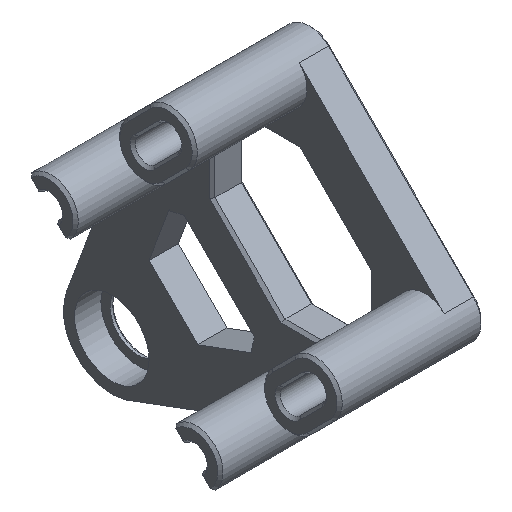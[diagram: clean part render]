
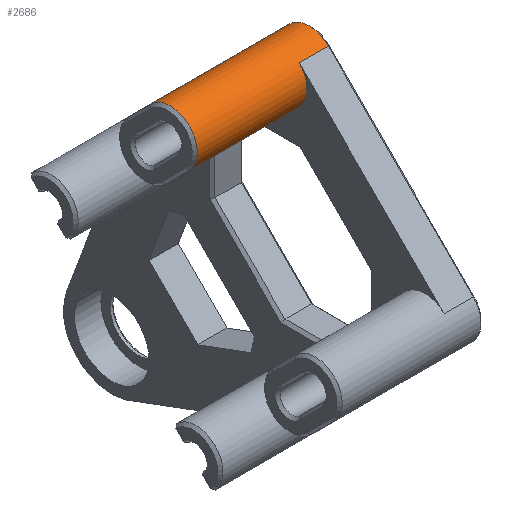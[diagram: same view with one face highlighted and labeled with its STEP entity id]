
A CAD part, isometric view. The second image highlights one B-rep face of the part: STEP entity #2686.
In plain terms, the highlighted cylindrical face has radius 4.1 mm (diameter 8.2 mm), a partial arc.
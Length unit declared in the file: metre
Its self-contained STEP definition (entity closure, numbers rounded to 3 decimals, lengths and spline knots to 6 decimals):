
#85=CIRCLE('',#2867,0.0041);
#107=CIRCLE('',#2920,0.0041);
#108=CIRCLE('',#2921,0.0041);
#152=CYLINDRICAL_SURFACE('',#2919,0.0041);
#453=ORIENTED_EDGE('',*,*,#1184,.F.);
#454=ORIENTED_EDGE('',*,*,#1186,.T.);
#455=ORIENTED_EDGE('',*,*,#1078,.F.);
#456=ORIENTED_EDGE('',*,*,#1187,.T.);
#457=ORIENTED_EDGE('',*,*,#1188,.T.);
#458=ORIENTED_EDGE('',*,*,#1075,.F.);
#1075=EDGE_CURVE('',#1456,#1457,#85,.T.);
#1078=EDGE_CURVE('',#1459,#1460,#1662,.T.);
#1184=EDGE_CURVE('',#1538,#1456,#1743,.T.);
#1186=EDGE_CURVE('',#1538,#1460,#107,.F.);
#1187=EDGE_CURVE('',#1459,#1539,#108,.T.);
#1188=EDGE_CURVE('',#1539,#1457,#1745,.T.);
#1456=VERTEX_POINT('',#4036);
#1457=VERTEX_POINT('',#4038);
#1459=VERTEX_POINT('',#4044);
#1460=VERTEX_POINT('',#4045);
#1538=VERTEX_POINT('',#4283);
#1539=VERTEX_POINT('',#4289);
#1662=LINE('',#4043,#1909);
#1743=LINE('',#4284,#1990);
#1745=LINE('',#4290,#1992);
#1909=VECTOR('',#3211,1.);
#1990=VECTOR('',#3390,1.);
#1992=VECTOR('',#3398,1.);
#2179=EDGE_LOOP('',(#453,#454,#455,#456,#457,#458));
#2383=FACE_BOUND('',#2179,.T.);
#2686=ADVANCED_FACE('',(#2383),#152,.T.);
#2867=AXIS2_PLACEMENT_3D('',#4037,#3204,#3205);
#2919=AXIS2_PLACEMENT_3D('',#4286,#3392,#3393);
#2920=AXIS2_PLACEMENT_3D('',#4287,#3394,#3395);
#2921=AXIS2_PLACEMENT_3D('',#4288,#3396,#3397);
#3204=DIRECTION('',(1.,0.,0.));
#3205=DIRECTION('',(0.,1.,0.));
#3211=DIRECTION('',(-1.,0.,0.));
#3390=DIRECTION('',(1.,0.,0.));
#3392=DIRECTION('',(-1.,0.,0.));
#3393=DIRECTION('',(0.,-1.,0.));
#3394=DIRECTION('',(-1.,0.,0.));
#3395=DIRECTION('',(0.,-1.,0.));
#3396=DIRECTION('',(-1.,0.,0.));
#3397=DIRECTION('',(0.,-1.,0.));
#3398=DIRECTION('',(1.,0.,0.));
#4036=CARTESIAN_POINT('',(-0.00589,-0.032144,0.02704));
#4037=CARTESIAN_POINT('',(-0.00589,-0.035043,0.024141));
#4038=CARTESIAN_POINT('',(-0.00589,-0.037942,0.02704));
#4043=CARTESIAN_POINT('',(0.00891,-0.037942,0.021241));
#4044=CARTESIAN_POINT('',(-0.01029,-0.037942,0.021241));
#4045=CARTESIAN_POINT('',(-0.02689,-0.037942,0.021241));
#4283=CARTESIAN_POINT('',(-0.02689,-0.032144,0.02704));
#4284=CARTESIAN_POINT('',(-0.00989,-0.032144,0.02704));
#4286=CARTESIAN_POINT('',(0.00891,-0.035043,0.024141));
#4287=CARTESIAN_POINT('',(-0.02689,-0.035043,0.024141));
#4288=CARTESIAN_POINT('',(-0.01029,-0.035043,0.024141));
#4289=CARTESIAN_POINT('',(-0.01029,-0.037942,0.02704));
#4290=CARTESIAN_POINT('',(-0.00989,-0.037942,0.02704));
